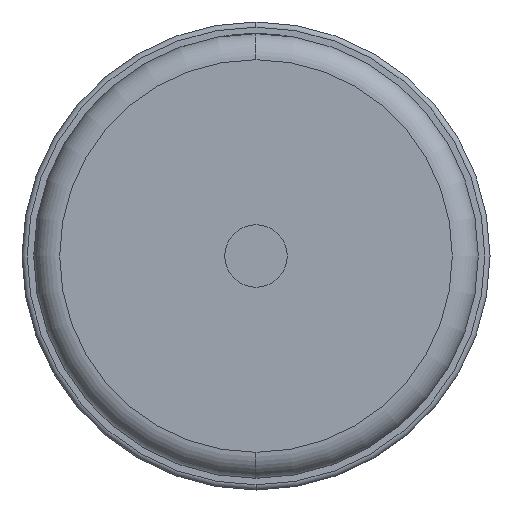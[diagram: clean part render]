
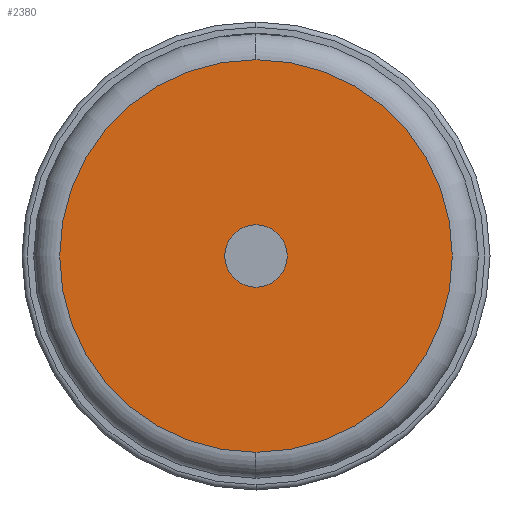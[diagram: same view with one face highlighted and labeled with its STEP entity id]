
A CAD part, left-side view. The second image highlights one B-rep face of the part: STEP entity #2380.
In plain terms, the highlighted planar face has unit normal (-1, 0, 0).
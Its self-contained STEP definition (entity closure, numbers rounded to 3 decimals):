
#50 = CARTESIAN_POINT ( 'NONE',  ( 0., 0., -6. ) ) ;
#56 = AXIS2_PLACEMENT_3D ( 'NONE', #1290, #4847, #563 ) ;
#92 = DIRECTION ( 'NONE',  ( -1., 0., 0. ) ) ;
#415 = AXIS2_PLACEMENT_3D ( 'NONE', #4371, #92, #3949 ) ;
#439 = EDGE_CURVE ( 'NONE', #3029, #1348, #2703, .T. ) ;
#450 = VERTEX_POINT ( 'NONE', #50 ) ;
#460 = CARTESIAN_POINT ( 'NONE',  ( 0., 0., 0. ) ) ;
#500 = EDGE_LOOP ( 'NONE', ( #2505, #4927 ) ) ;
#553 = CIRCLE ( 'NONE', #415, 6. ) ;
#563 = DIRECTION ( 'NONE',  ( 0., 0., -1. ) ) ;
#698 = CARTESIAN_POINT ( 'NONE',  ( 0., 0., 37.75 ) ) ;
#836 = DIRECTION ( 'NONE',  ( -1., 0., 0. ) ) ;
#878 = CARTESIAN_POINT ( 'NONE',  ( 0., 0., 0. ) ) ;
#1004 = CARTESIAN_POINT ( 'NONE',  ( 0., 0., 6. ) ) ;
#1073 = EDGE_LOOP ( 'NONE', ( #2992, #4153 ) ) ;
#1228 = EDGE_CURVE ( 'NONE', #1348, #3029, #3594, .T. ) ;
#1290 = CARTESIAN_POINT ( 'NONE',  ( 0., 0., 0. ) ) ;
#1348 = VERTEX_POINT ( 'NONE', #698 ) ;
#1685 = DIRECTION ( 'NONE',  ( -1., 0., 0. ) ) ;
#2075 = DIRECTION ( 'NONE',  ( 0., 0., -1. ) ) ;
#2178 = DIRECTION ( 'NONE',  ( 1., 0., 0. ) ) ;
#2208 = CIRCLE ( 'NONE', #56, 6. ) ;
#2211 = VERTEX_POINT ( 'NONE', #1004 ) ;
#2352 = CARTESIAN_POINT ( 'NONE',  ( 0., 0., -37.75 ) ) ;
#2365 = AXIS2_PLACEMENT_3D ( 'NONE', #878, #1685, #2075 ) ;
#2380 = ADVANCED_FACE ( 'NONE', ( #3447, #4172 ), #4107, .F. ) ;
#2505 = ORIENTED_EDGE ( 'NONE', *, *, #439, .T. ) ;
#2556 = DIRECTION ( 'NONE',  ( 0., 0., -1. ) ) ;
#2641 = EDGE_CURVE ( 'NONE', #2211, #450, #553, .T. ) ;
#2703 = CIRCLE ( 'NONE', #3996, 37.75 ) ;
#2992 = ORIENTED_EDGE ( 'NONE', *, *, #3676, .F. ) ;
#3029 = VERTEX_POINT ( 'NONE', #2352 ) ;
#3128 = AXIS2_PLACEMENT_3D ( 'NONE', #4503, #2178, #2556 ) ;
#3447 = FACE_OUTER_BOUND ( 'NONE', #500, .T. ) ;
#3555 = DIRECTION ( 'NONE',  ( 0., 0., -1. ) ) ;
#3594 = CIRCLE ( 'NONE', #2365, 37.75 ) ;
#3676 = EDGE_CURVE ( 'NONE', #450, #2211, #2208, .T. ) ;
#3949 = DIRECTION ( 'NONE',  ( 0., 0., -1. ) ) ;
#3996 = AXIS2_PLACEMENT_3D ( 'NONE', #460, #836, #3555 ) ;
#4107 = PLANE ( 'NONE',  #3128 ) ;
#4153 = ORIENTED_EDGE ( 'NONE', *, *, #2641, .F. ) ;
#4172 = FACE_BOUND ( 'NONE', #1073, .T. ) ;
#4371 = CARTESIAN_POINT ( 'NONE',  ( 0., 0., 0. ) ) ;
#4503 = CARTESIAN_POINT ( 'NONE',  ( 0., 0., 0. ) ) ;
#4847 = DIRECTION ( 'NONE',  ( -1., 0., 0. ) ) ;
#4927 = ORIENTED_EDGE ( 'NONE', *, *, #1228, .T. ) ;
